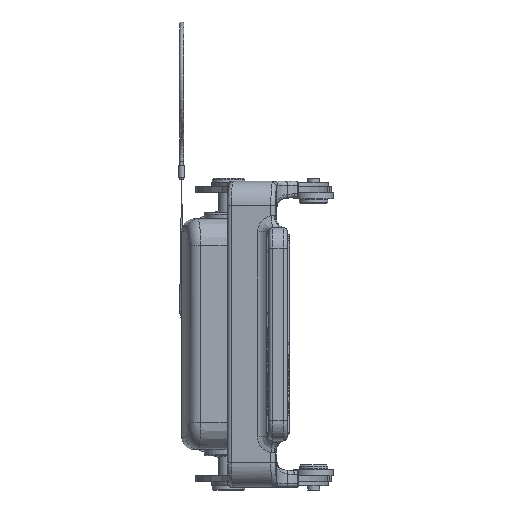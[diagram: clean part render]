
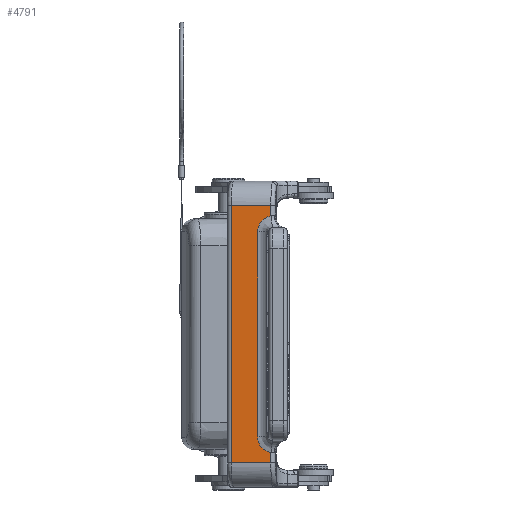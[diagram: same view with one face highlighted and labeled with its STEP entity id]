
A CAD part, left-side view. The second image highlights one B-rep face of the part: STEP entity #4791.
In plain terms, the highlighted planar face has unit normal (-0.996, 0.087, 0).
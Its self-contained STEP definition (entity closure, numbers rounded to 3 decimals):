
#495=ELLIPSE('',#23077,4.015,4.);
#496=ELLIPSE('',#23078,4.015,4.);
#3650=B_SPLINE_CURVE_WITH_KNOTS('',3,(#34966,#34967,#34968,#34969,#34970,
#34971,#34972),.UNSPECIFIED.,.F.,.F.,(4,3,4),(0.,0.156,1.),
 .UNSPECIFIED.);
#3652=B_SPLINE_CURVE_WITH_KNOTS('',3,(#35044,#35045,#35046,#35047,#35048,
#35049,#35050),.UNSPECIFIED.,.F.,.F.,(4,3,4),(0.,0.844,1.),
 .UNSPECIFIED.);
#4059=PLANE('',#23079);
#4791=ADVANCED_FACE('',(#6330),#4059,.F.);
#6330=FACE_OUTER_BOUND('',#7432,.T.);
#7432=EDGE_LOOP('',(#11454,#11455,#11456,#11457,#11458,#11459,#11460,#11461,
#11462,#11463));
#11454=ORIENTED_EDGE('',*,*,#17837,.T.);
#11455=ORIENTED_EDGE('',*,*,#17838,.T.);
#11456=ORIENTED_EDGE('',*,*,#17839,.T.);
#11457=ORIENTED_EDGE('',*,*,#17840,.T.);
#11458=ORIENTED_EDGE('',*,*,#17841,.F.);
#11459=ORIENTED_EDGE('',*,*,#17842,.F.);
#11460=ORIENTED_EDGE('',*,*,#17820,.T.);
#11461=ORIENTED_EDGE('',*,*,#17825,.T.);
#11462=ORIENTED_EDGE('',*,*,#17830,.T.);
#11463=ORIENTED_EDGE('',*,*,#17836,.T.);
#15565=VERTEX_POINT('',#34932);
#15566=VERTEX_POINT('',#34933);
#15568=VERTEX_POINT('',#34942);
#15572=VERTEX_POINT('',#34965);
#15576=VERTEX_POINT('',#34990);
#15577=VERTEX_POINT('',#35041);
#15578=VERTEX_POINT('',#35043);
#15579=VERTEX_POINT('',#35051);
#15580=VERTEX_POINT('',#35053);
#15581=VERTEX_POINT('',#35055);
#17820=EDGE_CURVE('',#15565,#15566,#20068,.T.);
#17825=EDGE_CURVE('',#15566,#15568,#20069,.T.);
#17830=EDGE_CURVE('',#15568,#15572,#3650,.T.);
#17836=EDGE_CURVE('',#15572,#15576,#495,.T.);
#17837=EDGE_CURVE('',#15576,#15577,#20071,.T.);
#17838=EDGE_CURVE('',#15577,#15578,#496,.T.);
#17839=EDGE_CURVE('',#15578,#15579,#3652,.T.);
#17840=EDGE_CURVE('',#15579,#15580,#20072,.T.);
#17841=EDGE_CURVE('',#15581,#15580,#20073,.T.);
#17842=EDGE_CURVE('',#15565,#15581,#20074,.T.);
#20068=LINE('',#34931,#21498);
#20069=LINE('',#34941,#21499);
#20071=LINE('',#35040,#21501);
#20072=LINE('',#35052,#21502);
#20073=LINE('',#35054,#21503);
#20074=LINE('',#35056,#21504);
#21498=VECTOR('',#26437,1.);
#21499=VECTOR('',#26450,1.);
#21501=VECTOR('',#26466,1.);
#21502=VECTOR('',#26469,1.);
#21503=VECTOR('',#26470,1.);
#21504=VECTOR('',#26471,1.);
#23077=AXIS2_PLACEMENT_3D('',#34991,#26464,#26465);
#23078=AXIS2_PLACEMENT_3D('',#35042,#26467,#26468);
#23079=AXIS2_PLACEMENT_3D('',#35057,#26472,#26473);
#26437=DIRECTION('',(-0.087,-0.996,0.));
#26450=DIRECTION('',(0.,0.,1.));
#26464=DIRECTION('',(0.996,-0.087,0.));
#26465=DIRECTION('',(0.087,0.996,0.));
#26466=DIRECTION('',(0.,0.,1.));
#26467=DIRECTION('',(0.996,-0.087,0.));
#26468=DIRECTION('',(0.087,0.996,0.));
#26469=DIRECTION('',(0.,0.,1.));
#26470=DIRECTION('',(-0.087,-0.996,0.));
#26471=DIRECTION('',(0.,0.,1.));
#26472=DIRECTION('',(0.996,-0.087,0.));
#26473=DIRECTION('',(0.087,0.996,0.));
#34931=CARTESIAN_POINT('',(-30.241,-14.745,-31.8));
#34932=CARTESIAN_POINT('',(-29.814,-9.864,-31.8));
#34933=CARTESIAN_POINT('',(-30.668,-19.627,-31.8));
#34941=CARTESIAN_POINT('',(-30.668,-19.627,0.));
#34942=CARTESIAN_POINT('',(-30.668,-19.627,-29.3));
#34965=CARTESIAN_POINT('',(-30.671,-19.662,-29.239));
#34966=CARTESIAN_POINT('',(-30.668,-19.627,-29.3));
#34967=CARTESIAN_POINT('',(-30.668,-19.628,-29.297));
#34968=CARTESIAN_POINT('',(-30.668,-19.63,-29.294));
#34969=CARTESIAN_POINT('',(-30.668,-19.632,-29.291));
#34970=CARTESIAN_POINT('',(-30.669,-19.642,-29.273));
#34971=CARTESIAN_POINT('',(-30.67,-19.652,-29.256));
#34972=CARTESIAN_POINT('',(-30.671,-19.662,-29.239));
#34990=CARTESIAN_POINT('',(-30.382,-16.357,-25.3));
#34991=CARTESIAN_POINT('',(-30.732,-20.357,-25.3));
#35040=CARTESIAN_POINT('',(-30.382,-16.357,-26.312));
#35041=CARTESIAN_POINT('',(-30.382,-16.357,25.3));
#35042=CARTESIAN_POINT('',(-30.732,-20.357,25.3));
#35043=CARTESIAN_POINT('',(-30.671,-19.662,29.239));
#35044=CARTESIAN_POINT('',(-30.671,-19.662,29.239));
#35045=CARTESIAN_POINT('',(-30.67,-19.652,29.256));
#35046=CARTESIAN_POINT('',(-30.669,-19.642,29.273));
#35047=CARTESIAN_POINT('',(-30.668,-19.632,29.291));
#35048=CARTESIAN_POINT('',(-30.668,-19.63,29.294));
#35049=CARTESIAN_POINT('',(-30.668,-19.628,29.297));
#35050=CARTESIAN_POINT('',(-30.668,-19.627,29.3));
#35051=CARTESIAN_POINT('',(-30.668,-19.627,29.3));
#35052=CARTESIAN_POINT('',(-30.668,-19.627,29.3));
#35053=CARTESIAN_POINT('',(-30.668,-19.627,31.8));
#35054=CARTESIAN_POINT('',(-30.241,-14.745,31.8));
#35055=CARTESIAN_POINT('',(-29.814,-9.864,31.8));
#35056=CARTESIAN_POINT('',(-29.814,-9.864,0.));
#35057=CARTESIAN_POINT('',(-30.241,-14.745,0.));
